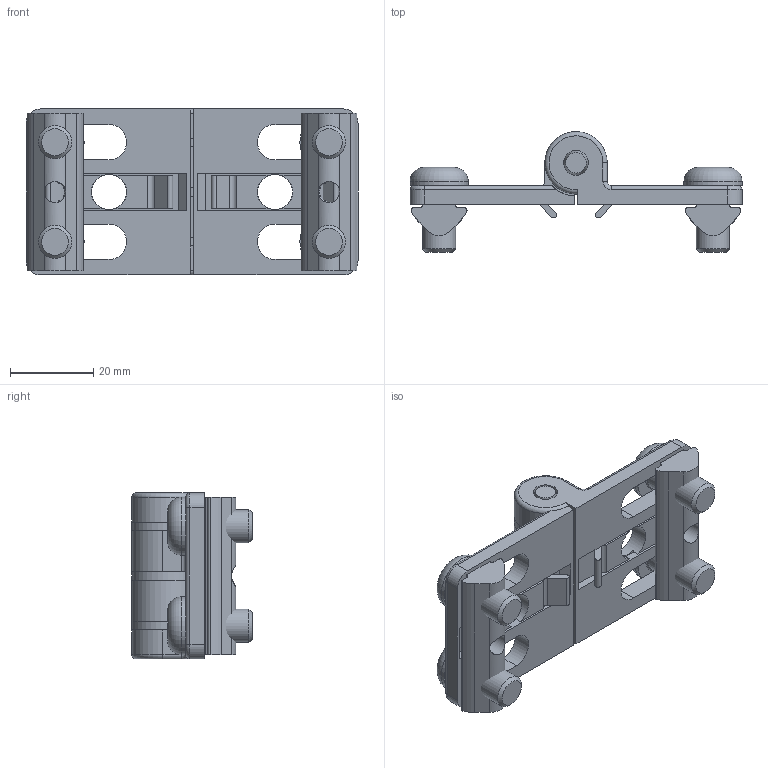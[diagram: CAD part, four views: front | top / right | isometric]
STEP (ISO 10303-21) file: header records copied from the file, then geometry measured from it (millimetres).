
FILE_DESCRIPTION(/* description */ ('Scharnierschenkel 40 PA'),/* implementation_level */ '2;1');
FILE_NAME(/* name */ 'SZ0725S_A.stp',/* time_stamp */ '2015-11-20T13:41:45+01:00',/* author */ ('Marina Kaa'),/* organization */ (''),/* preprocessor_version */ 'ST-DEVELOPER v15.6',/* originating_system */ 'Autodesk Inventor 2015',/* authorisation */ '');
FILE_SCHEMA (('AUTOMOTIVE_DESIGN { 1 0 10303 214 3 1 1 }'));
Length unit declared in the file: millimetre
Products named in the file (7): MK8400430-A; ME2108440_A; ME2108084_A; SZ0719S_A; ISO 7380 - M8 x 16; ME1630122_A; SZ0725S_A
Bounding box: 80 x 29 x 40 mm (x, y, z)
Volume: 26085.7 mm3; surface area: 19818.9 mm2
Topology: 12 solids, 12 shells, 249 faces, 629 edges, 402 vertices
Faces by surface type: plane 118, cylinder 94, torus 19, cone 18
Full cylindrical faces by diameter (mm): 4.5 x2, 5.1 x2, 5.85 x3, 6 x8, 6.647 x4, 8 x4, 8.5 x2, 14 x4, 15 x3
Entity records: 3596 total; most frequent: CARTESIAN_POINT 701, DIRECTION 611, ORIENTED_EDGE 514, EDGE_CURVE 257, AXIS2_PLACEMENT_3D 234, VERTEX_POINT 180, EDGE_LOOP 155, LINE 143
